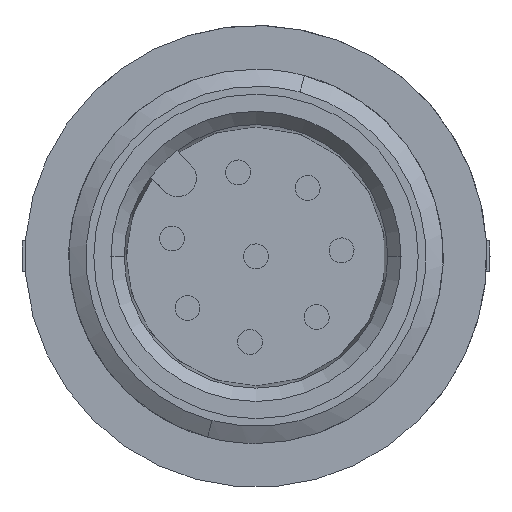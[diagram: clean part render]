
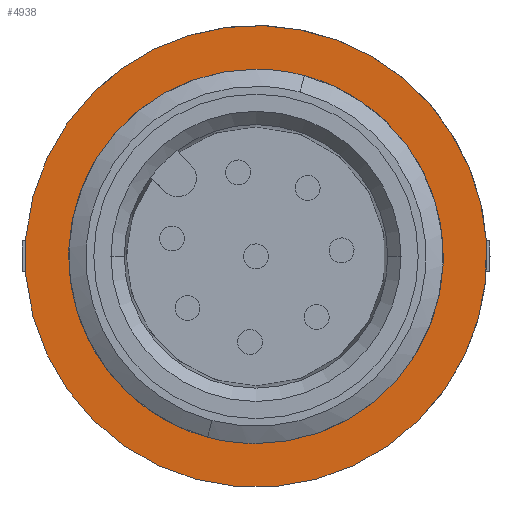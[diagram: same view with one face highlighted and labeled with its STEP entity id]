
A CAD part, left-side view. The second image highlights one B-rep face of the part: STEP entity #4938.
In plain terms, the highlighted face is planar.
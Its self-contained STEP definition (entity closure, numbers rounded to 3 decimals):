
#4866=CARTESIAN_POINT('',(20.854,25.839,222.));
#4867=VERTEX_POINT('',#4866);
#4874=CARTESIAN_POINT('',(15.279,38.106,222.));
#4875=VERTEX_POINT('',#4874);
#4876=CARTESIAN_POINT('',(20.854,33.239,222.));
#4877=DIRECTION('',(-0.,-0.,1.));
#4878=DIRECTION('',(0.,1.,0.));
#4879=AXIS2_PLACEMENT_3D('',#4876,#4877,#4878);
#4880=CIRCLE('',#4879,7.4);
#4881=EDGE_CURVE('',#4875,#4867,#4880,.T.);
#4883=CARTESIAN_POINT('',(20.854,40.639,222.));
#4884=VERTEX_POINT('',#4883);
#4885=CARTESIAN_POINT('',(20.854,33.239,222.));
#4886=DIRECTION('',(-0.,-0.,1.));
#4887=DIRECTION('',(0.,1.,0.));
#4888=AXIS2_PLACEMENT_3D('',#4885,#4886,#4887);
#4889=CIRCLE('',#4888,7.4);
#4890=EDGE_CURVE('',#4884,#4875,#4889,.T.);
#4902=CARTESIAN_POINT('',(26.515,36.733,222.));
#4903=DIRECTION('',(-0.,-0.,1.));
#4904=DIRECTION('',(-1.,0.,-0.));
#4905=AXIS2_PLACEMENT_3D('',#4902,#4903,#4904);
#4906=PLANE('',#4905);
#4907=CARTESIAN_POINT('',(25.096,37.482,222.));
#4908=VERTEX_POINT('',#4907);
#4909=CARTESIAN_POINT('',(16.611,28.996,222.));
#4910=VERTEX_POINT('',#4909);
#4911=CARTESIAN_POINT('',(20.854,33.239,222.));
#4912=DIRECTION('',(-0.,-0.,1.));
#4913=DIRECTION('',(-0.707,-0.707,-0.));
#4914=AXIS2_PLACEMENT_3D('',#4911,#4912,#4913);
#4915=CIRCLE('',#4914,6.);
#4916=EDGE_CURVE('',#4908,#4910,#4915,.T.);
#4917=ORIENTED_EDGE('',*,*,#4916,.F.);
#4918=CARTESIAN_POINT('',(20.854,33.239,222.));
#4919=DIRECTION('',(-0.,-0.,1.));
#4920=DIRECTION('',(-0.707,-0.707,-0.));
#4921=AXIS2_PLACEMENT_3D('',#4918,#4919,#4920);
#4922=CIRCLE('',#4921,6.);
#4923=EDGE_CURVE('',#4910,#4908,#4922,.T.);
#4924=ORIENTED_EDGE('',*,*,#4923,.F.);
#4925=EDGE_LOOP('',(#4917,#4924));
#4926=FACE_BOUND('',#4925,.T.);
#4927=ORIENTED_EDGE('',*,*,#4890,.T.);
#4928=ORIENTED_EDGE('',*,*,#4881,.T.);
#4929=CARTESIAN_POINT('',(20.854,33.239,222.));
#4930=DIRECTION('',(-0.,-0.,1.));
#4931=DIRECTION('',(0.,1.,0.));
#4932=AXIS2_PLACEMENT_3D('',#4929,#4930,#4931);
#4933=CIRCLE('',#4932,7.4);
#4934=EDGE_CURVE('',#4867,#4884,#4933,.T.);
#4935=ORIENTED_EDGE('',*,*,#4934,.T.);
#4936=EDGE_LOOP('',(#4927,#4928,#4935));
#4937=FACE_BOUND('',#4936,.T.);
#4938=ADVANCED_FACE('',(#4926,#4937),#4906,.T.);
